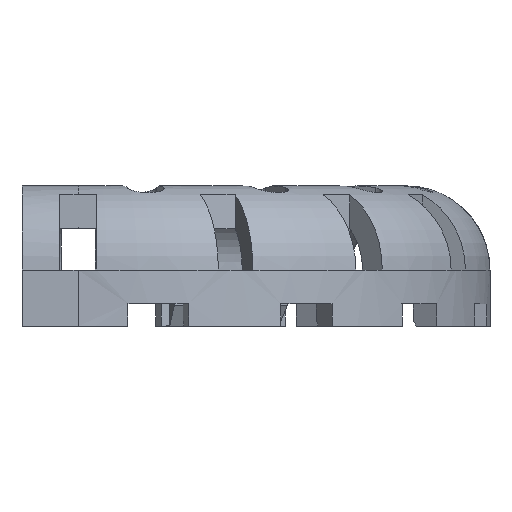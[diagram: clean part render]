
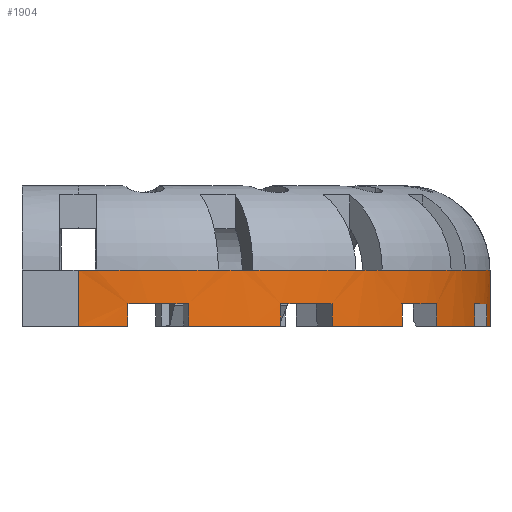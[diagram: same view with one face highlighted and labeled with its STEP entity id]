
A CAD part, front view. The second image highlights one B-rep face of the part: STEP entity #1904.
In plain terms, the highlighted cylindrical face has radius 22 mm (diameter 44 mm), a partial arc.
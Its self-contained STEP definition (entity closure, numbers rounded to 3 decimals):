
#203=AXIS2_PLACEMENT_3D('Circle Axis2P3D',#201,#202,$) ;
#383=AXIS2_PLACEMENT_3D('Circle Axis2P3D',#381,#382,$) ;
#416=AXIS2_PLACEMENT_3D('Circle Axis2P3D',#414,#415,$) ;
#449=AXIS2_PLACEMENT_3D('Circle Axis2P3D',#447,#448,$) ;
#1721=AXIS2_PLACEMENT_3D('Cylinder Axis2P3D',#1718,#1719,#1720) ;
#1725=AXIS2_PLACEMENT_3D('Circle Axis2P3D',#1723,#1724,$) ;
#1741=AXIS2_PLACEMENT_3D('Circle Axis2P3D',#1739,#1740,$) ;
#1746=AXIS2_PLACEMENT_3D('Circle Axis2P3D',#1744,#1745,$) ;
#1751=AXIS2_PLACEMENT_3D('Circle Axis2P3D',#1749,#1750,$) ;
#1756=AXIS2_PLACEMENT_3D('Circle Axis2P3D',#1754,#1755,$) ;
#1761=AXIS2_PLACEMENT_3D('Circle Axis2P3D',#1759,#1760,$) ;
#1766=AXIS2_PLACEMENT_3D('Circle Axis2P3D',#1764,#1765,$) ;
#1780=AXIS2_PLACEMENT_3D('Circle Axis2P3D',#1778,#1779,$) ;
#1794=AXIS2_PLACEMENT_3D('Circle Axis2P3D',#1792,#1793,$) ;
#1808=AXIS2_PLACEMENT_3D('Circle Axis2P3D',#1806,#1807,$) ;
#1822=AXIS2_PLACEMENT_3D('Circle Axis2P3D',#1820,#1821,$) ;
#1836=AXIS2_PLACEMENT_3D('Circle Axis2P3D',#1834,#1835,$) ;
#1850=AXIS2_PLACEMENT_3D('Circle Axis2P3D',#1848,#1849,$) ;
#1864=AXIS2_PLACEMENT_3D('Circle Axis2P3D',#1862,#1863,$) ;
#201=CARTESIAN_POINT('Axis2P3D Location',(3.,22.,3.)) ;
#205=CARTESIAN_POINT('Vertex',(24.977,21.,3.)) ;
#207=CARTESIAN_POINT('Vertex',(23.687,14.514,3.)) ;
#378=CARTESIAN_POINT('Vertex',(4.,0.023,3.)) ;
#381=CARTESIAN_POINT('Axis2P3D Location',(3.,22.,3.)) ;
#385=CARTESIAN_POINT('Vertex',(10.486,1.313,3.)) ;
#411=CARTESIAN_POINT('Vertex',(12.334,2.078,3.)) ;
#414=CARTESIAN_POINT('Axis2P3D Location',(3.,22.,3.)) ;
#418=CARTESIAN_POINT('Vertex',(17.833,5.753,3.)) ;
#444=CARTESIAN_POINT('Vertex',(19.247,7.167,3.)) ;
#447=CARTESIAN_POINT('Axis2P3D Location',(3.,22.,3.)) ;
#451=CARTESIAN_POINT('Vertex',(22.922,12.666,3.)) ;
#954=CARTESIAN_POINT('Vertex',(3.,0.,0.)) ;
#959=CARTESIAN_POINT('Line Origine',(3.,0.,1.5)) ;
#963=CARTESIAN_POINT('Vertex',(3.,0.,3.)) ;
#1718=CARTESIAN_POINT('Axis2P3D Location',(3.,22.,3.)) ;
#1723=CARTESIAN_POINT('Axis2P3D Location',(3.,22.,0.)) ;
#1727=CARTESIAN_POINT('Vertex',(25.,22.,0.)) ;
#1729=CARTESIAN_POINT('Vertex',(24.838,19.338,0.)) ;
#1732=CARTESIAN_POINT('Line Origine',(25.,22.,1.5)) ;
#1736=CARTESIAN_POINT('Vertex',(25.,22.,3.)) ;
#1739=CARTESIAN_POINT('Axis2P3D Location',(3.,22.,3.)) ;
#1744=CARTESIAN_POINT('Axis2P3D Location',(3.,22.,3.)) ;
#1749=CARTESIAN_POINT('Axis2P3D Location',(3.,22.,3.)) ;
#1754=CARTESIAN_POINT('Axis2P3D Location',(3.,22.,3.)) ;
#1759=CARTESIAN_POINT('Axis2P3D Location',(3.,22.,3.)) ;
#1764=CARTESIAN_POINT('Axis2P3D Location',(3.,22.,0.)) ;
#1768=CARTESIAN_POINT('Vertex',(5.662,0.162,0.)) ;
#1771=CARTESIAN_POINT('Line Origine',(5.662,0.162,1.5)) ;
#1775=CARTESIAN_POINT('Vertex',(5.662,0.162,1.2)) ;
#1778=CARTESIAN_POINT('Axis2P3D Location',(3.,22.,1.2)) ;
#1782=CARTESIAN_POINT('Vertex',(8.898,0.805,1.2)) ;
#1785=CARTESIAN_POINT('Line Origine',(8.898,0.805,1.5)) ;
#1789=CARTESIAN_POINT('Vertex',(8.898,0.805,0.)) ;
#1792=CARTESIAN_POINT('Axis2P3D Location',(3.,22.,0.)) ;
#1796=CARTESIAN_POINT('Vertex',(13.816,2.842,0.)) ;
#1799=CARTESIAN_POINT('Line Origine',(13.816,2.842,1.5)) ;
#1803=CARTESIAN_POINT('Vertex',(13.816,2.842,1.2)) ;
#1806=CARTESIAN_POINT('Axis2P3D Location',(3.,22.,1.2)) ;
#1810=CARTESIAN_POINT('Vertex',(16.56,4.676,1.2)) ;
#1813=CARTESIAN_POINT('Line Origine',(16.56,4.676,1.5)) ;
#1817=CARTESIAN_POINT('Vertex',(16.56,4.676,0.)) ;
#1820=CARTESIAN_POINT('Axis2P3D Location',(3.,22.,0.)) ;
#1824=CARTESIAN_POINT('Vertex',(20.324,8.44,0.)) ;
#1827=CARTESIAN_POINT('Line Origine',(20.324,8.44,1.5)) ;
#1831=CARTESIAN_POINT('Vertex',(20.324,8.44,1.2)) ;
#1834=CARTESIAN_POINT('Axis2P3D Location',(3.,22.,1.2)) ;
#1838=CARTESIAN_POINT('Vertex',(22.158,11.184,1.2)) ;
#1841=CARTESIAN_POINT('Line Origine',(22.158,11.184,1.5)) ;
#1845=CARTESIAN_POINT('Vertex',(22.158,11.184,0.)) ;
#1848=CARTESIAN_POINT('Axis2P3D Location',(3.,22.,0.)) ;
#1852=CARTESIAN_POINT('Vertex',(24.195,16.102,0.)) ;
#1855=CARTESIAN_POINT('Line Origine',(24.195,16.102,1.5)) ;
#1859=CARTESIAN_POINT('Vertex',(24.195,16.102,1.2)) ;
#1862=CARTESIAN_POINT('Axis2P3D Location',(3.,22.,1.2)) ;
#1866=CARTESIAN_POINT('Vertex',(24.838,19.338,1.2)) ;
#1869=CARTESIAN_POINT('Line Origine',(24.838,19.338,1.5)) ;
#202=DIRECTION('Axis2P3D Direction',(0.,0.,-1.)) ;
#382=DIRECTION('Axis2P3D Direction',(0.,0.,-1.)) ;
#415=DIRECTION('Axis2P3D Direction',(0.,0.,-1.)) ;
#448=DIRECTION('Axis2P3D Direction',(0.,0.,-1.)) ;
#960=DIRECTION('Vector Direction',(0.,0.,1.)) ;
#1719=DIRECTION('Axis2P3D Direction',(0.,0.,-1.)) ;
#1720=DIRECTION('Axis2P3D XDirection',(1.,0.,0.)) ;
#1724=DIRECTION('Axis2P3D Direction',(0.,0.,-1.)) ;
#1733=DIRECTION('Vector Direction',(0.,0.,-1.)) ;
#1740=DIRECTION('Axis2P3D Direction',(0.,0.,-1.)) ;
#1745=DIRECTION('Axis2P3D Direction',(0.,0.,-1.)) ;
#1750=DIRECTION('Axis2P3D Direction',(0.,0.,-1.)) ;
#1755=DIRECTION('Axis2P3D Direction',(0.,0.,-1.)) ;
#1760=DIRECTION('Axis2P3D Direction',(0.,0.,-1.)) ;
#1765=DIRECTION('Axis2P3D Direction',(0.,0.,-1.)) ;
#1772=DIRECTION('Vector Direction',(0.,0.,-1.)) ;
#1779=DIRECTION('Axis2P3D Direction',(0.,0.,-1.)) ;
#1786=DIRECTION('Vector Direction',(0.,0.,-1.)) ;
#1793=DIRECTION('Axis2P3D Direction',(0.,0.,-1.)) ;
#1800=DIRECTION('Vector Direction',(0.,0.,-1.)) ;
#1807=DIRECTION('Axis2P3D Direction',(0.,0.,-1.)) ;
#1814=DIRECTION('Vector Direction',(0.,0.,-1.)) ;
#1821=DIRECTION('Axis2P3D Direction',(0.,0.,-1.)) ;
#1828=DIRECTION('Vector Direction',(0.,0.,-1.)) ;
#1835=DIRECTION('Axis2P3D Direction',(0.,0.,-1.)) ;
#1842=DIRECTION('Vector Direction',(0.,0.,-1.)) ;
#1849=DIRECTION('Axis2P3D Direction',(0.,0.,-1.)) ;
#1856=DIRECTION('Vector Direction',(0.,0.,-1.)) ;
#1863=DIRECTION('Axis2P3D Direction',(0.,0.,-1.)) ;
#1870=DIRECTION('Vector Direction',(0.,0.,-1.)) ;
#961=VECTOR('Line Direction',#960,1.) ;
#1734=VECTOR('Line Direction',#1733,1.) ;
#1773=VECTOR('Line Direction',#1772,1.) ;
#1787=VECTOR('Line Direction',#1786,1.) ;
#1801=VECTOR('Line Direction',#1800,1.) ;
#1815=VECTOR('Line Direction',#1814,1.) ;
#1829=VECTOR('Line Direction',#1828,1.) ;
#1843=VECTOR('Line Direction',#1842,1.) ;
#1857=VECTOR('Line Direction',#1856,1.) ;
#1871=VECTOR('Line Direction',#1870,1.) ;
#1875=ORIENTED_EDGE('',*,*,#1731,.F.) ;
#1876=ORIENTED_EDGE('',*,*,#1738,.T.) ;
#1877=ORIENTED_EDGE('',*,*,#1743,.T.) ;
#1878=ORIENTED_EDGE('',*,*,#209,.T.) ;
#1879=ORIENTED_EDGE('',*,*,#1748,.T.) ;
#1880=ORIENTED_EDGE('',*,*,#453,.T.) ;
#1881=ORIENTED_EDGE('',*,*,#1753,.T.) ;
#1882=ORIENTED_EDGE('',*,*,#420,.T.) ;
#1883=ORIENTED_EDGE('',*,*,#1758,.T.) ;
#1884=ORIENTED_EDGE('',*,*,#387,.T.) ;
#1885=ORIENTED_EDGE('',*,*,#1763,.T.) ;
#1886=ORIENTED_EDGE('',*,*,#965,.F.) ;
#1887=ORIENTED_EDGE('',*,*,#1770,.F.) ;
#1888=ORIENTED_EDGE('',*,*,#1777,.T.) ;
#1889=ORIENTED_EDGE('',*,*,#1784,.F.) ;
#1890=ORIENTED_EDGE('',*,*,#1791,.F.) ;
#1891=ORIENTED_EDGE('',*,*,#1798,.F.) ;
#1892=ORIENTED_EDGE('',*,*,#1805,.T.) ;
#1893=ORIENTED_EDGE('',*,*,#1812,.F.) ;
#1894=ORIENTED_EDGE('',*,*,#1819,.F.) ;
#1895=ORIENTED_EDGE('',*,*,#1826,.F.) ;
#1896=ORIENTED_EDGE('',*,*,#1833,.T.) ;
#1897=ORIENTED_EDGE('',*,*,#1840,.F.) ;
#1898=ORIENTED_EDGE('',*,*,#1847,.F.) ;
#1899=ORIENTED_EDGE('',*,*,#1854,.F.) ;
#1900=ORIENTED_EDGE('',*,*,#1861,.T.) ;
#1901=ORIENTED_EDGE('',*,*,#1868,.F.) ;
#1902=ORIENTED_EDGE('',*,*,#1873,.F.) ;
#1904=ADVANCED_FACE('Hauptk\X2\00F6\X0\rper',(#1903),#1722,.T.) ;
#204=CIRCLE('generated circle',#203,22.) ;
#384=CIRCLE('generated circle',#383,22.) ;
#417=CIRCLE('generated circle',#416,22.) ;
#450=CIRCLE('generated circle',#449,22.) ;
#1726=CIRCLE('generated circle',#1725,22.) ;
#1742=CIRCLE('generated circle',#1741,22.) ;
#1747=CIRCLE('generated circle',#1746,22.) ;
#1752=CIRCLE('generated circle',#1751,22.) ;
#1757=CIRCLE('generated circle',#1756,22.) ;
#1762=CIRCLE('generated circle',#1761,22.) ;
#1767=CIRCLE('generated circle',#1766,22.) ;
#1781=CIRCLE('generated circle',#1780,22.) ;
#1795=CIRCLE('generated circle',#1794,22.) ;
#1809=CIRCLE('generated circle',#1808,22.) ;
#1823=CIRCLE('generated circle',#1822,22.) ;
#1837=CIRCLE('generated circle',#1836,22.) ;
#1851=CIRCLE('generated circle',#1850,22.) ;
#1865=CIRCLE('generated circle',#1864,22.) ;
#1722=CYLINDRICAL_SURFACE('generated cylinder',#1721,22.) ;
#209=EDGE_CURVE('',#206,#208,#204,.T.) ;
#387=EDGE_CURVE('',#386,#379,#384,.T.) ;
#420=EDGE_CURVE('',#419,#412,#417,.T.) ;
#453=EDGE_CURVE('',#452,#445,#450,.T.) ;
#965=EDGE_CURVE('',#955,#964,#962,.T.) ;
#1731=EDGE_CURVE('',#1728,#1730,#1726,.T.) ;
#1738=EDGE_CURVE('',#1728,#1737,#1735,.F.) ;
#1743=EDGE_CURVE('',#1737,#206,#1742,.T.) ;
#1748=EDGE_CURVE('',#208,#452,#1747,.T.) ;
#1753=EDGE_CURVE('',#445,#419,#1752,.T.) ;
#1758=EDGE_CURVE('',#412,#386,#1757,.T.) ;
#1763=EDGE_CURVE('',#379,#964,#1762,.T.) ;
#1770=EDGE_CURVE('',#1769,#955,#1767,.T.) ;
#1777=EDGE_CURVE('',#1769,#1776,#1774,.F.) ;
#1784=EDGE_CURVE('',#1783,#1776,#1781,.T.) ;
#1791=EDGE_CURVE('',#1790,#1783,#1788,.F.) ;
#1798=EDGE_CURVE('',#1797,#1790,#1795,.T.) ;
#1805=EDGE_CURVE('',#1797,#1804,#1802,.F.) ;
#1812=EDGE_CURVE('',#1811,#1804,#1809,.T.) ;
#1819=EDGE_CURVE('',#1818,#1811,#1816,.F.) ;
#1826=EDGE_CURVE('',#1825,#1818,#1823,.T.) ;
#1833=EDGE_CURVE('',#1825,#1832,#1830,.F.) ;
#1840=EDGE_CURVE('',#1839,#1832,#1837,.T.) ;
#1847=EDGE_CURVE('',#1846,#1839,#1844,.F.) ;
#1854=EDGE_CURVE('',#1853,#1846,#1851,.T.) ;
#1861=EDGE_CURVE('',#1853,#1860,#1858,.F.) ;
#1868=EDGE_CURVE('',#1867,#1860,#1865,.T.) ;
#1873=EDGE_CURVE('',#1730,#1867,#1872,.F.) ;
#1874=EDGE_LOOP('',(#1875,#1876,#1877,#1878,#1879,#1880,#1881,#1882,#1883,#1884,#1885,#1886,#1887,#1888,#1889,#1890,#1891,#1892,#1893,#1894,#1895,#1896,#1897,#1898,#1899,#1900,#1901,#1902)) ;
#1903=FACE_OUTER_BOUND('',#1874,.T.) ;
#962=LINE('Line',#959,#961) ;
#1735=LINE('Line',#1732,#1734) ;
#1774=LINE('Line',#1771,#1773) ;
#1788=LINE('Line',#1785,#1787) ;
#1802=LINE('Line',#1799,#1801) ;
#1816=LINE('Line',#1813,#1815) ;
#1830=LINE('Line',#1827,#1829) ;
#1844=LINE('Line',#1841,#1843) ;
#1858=LINE('Line',#1855,#1857) ;
#1872=LINE('Line',#1869,#1871) ;
#206=VERTEX_POINT('',#205) ;
#208=VERTEX_POINT('',#207) ;
#379=VERTEX_POINT('',#378) ;
#386=VERTEX_POINT('',#385) ;
#412=VERTEX_POINT('',#411) ;
#419=VERTEX_POINT('',#418) ;
#445=VERTEX_POINT('',#444) ;
#452=VERTEX_POINT('',#451) ;
#955=VERTEX_POINT('',#954) ;
#964=VERTEX_POINT('',#963) ;
#1728=VERTEX_POINT('',#1727) ;
#1730=VERTEX_POINT('',#1729) ;
#1737=VERTEX_POINT('',#1736) ;
#1769=VERTEX_POINT('',#1768) ;
#1776=VERTEX_POINT('',#1775) ;
#1783=VERTEX_POINT('',#1782) ;
#1790=VERTEX_POINT('',#1789) ;
#1797=VERTEX_POINT('',#1796) ;
#1804=VERTEX_POINT('',#1803) ;
#1811=VERTEX_POINT('',#1810) ;
#1818=VERTEX_POINT('',#1817) ;
#1825=VERTEX_POINT('',#1824) ;
#1832=VERTEX_POINT('',#1831) ;
#1839=VERTEX_POINT('',#1838) ;
#1846=VERTEX_POINT('',#1845) ;
#1853=VERTEX_POINT('',#1852) ;
#1860=VERTEX_POINT('',#1859) ;
#1867=VERTEX_POINT('',#1866) ;
